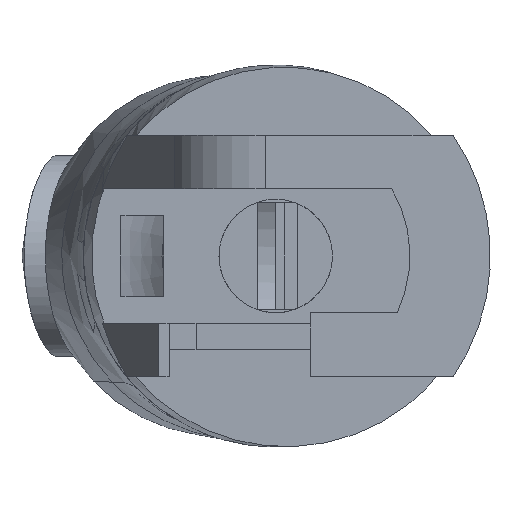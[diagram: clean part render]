
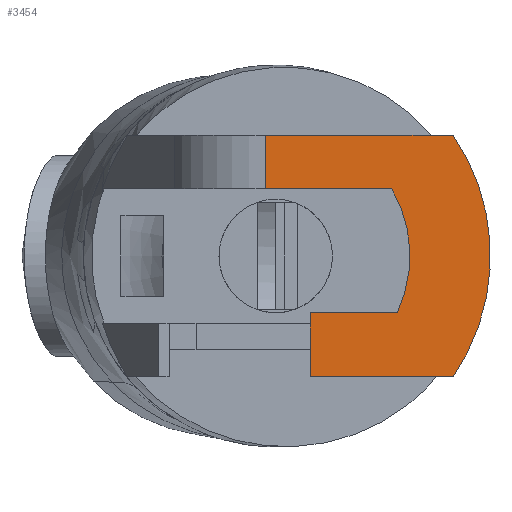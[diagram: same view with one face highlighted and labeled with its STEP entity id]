
A CAD part, left-side view. The second image highlights one B-rep face of the part: STEP entity #3454.
In plain terms, the highlighted face is planar.
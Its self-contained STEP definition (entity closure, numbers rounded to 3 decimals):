
#292=LINE('',#11736,#558);
#293=LINE('',#11738,#559);
#294=LINE('',#11740,#560);
#295=LINE('',#11748,#561);
#296=LINE('',#11750,#562);
#297=LINE('',#11751,#563);
#558=VECTOR('',#4387,1000.);
#559=VECTOR('',#4388,1000.);
#560=VECTOR('',#4389,1000.);
#561=VECTOR('',#4390,1000.);
#562=VECTOR('',#4391,1000.);
#563=VECTOR('',#4392,1000.);
#738=PLANE('',#3781);
#820=CIRCLE('',#3782,5.);
#1003=FACE_OUTER_BOUND('',#1190,.T.);
#1190=EDGE_LOOP('',(#3072,#3073,#3074,#3075,#3076,#3077,#3078,#3079,#3080));
#1380=B_SPLINE_CURVE_WITH_KNOTS('',3,(#11226,#11227,#11228,#11229,#11230,
#11231),.UNSPECIFIED.,.F.,.F.,(4,2,4),(-0.636,-0.318,
0.),.UNSPECIFIED.);
#1398=B_SPLINE_CURVE_WITH_KNOTS('',3,(#11741,#11742,#11743,#11744,#11745,
#11746),.UNSPECIFIED.,.F.,.F.,(4,2,4),(-0.323,-0.162,
0.),.UNSPECIFIED.);
#1654=VERTEX_POINT('',#11224);
#1655=VERTEX_POINT('',#11225);
#1714=VERTEX_POINT('',#11732);
#1715=VERTEX_POINT('',#11733);
#1716=VERTEX_POINT('',#11735);
#1717=VERTEX_POINT('',#11737);
#1718=VERTEX_POINT('',#11739);
#1719=VERTEX_POINT('',#11747);
#1720=VERTEX_POINT('',#11749);
#2114=EDGE_CURVE('',#1654,#1655,#1380,.T.);
#2190=EDGE_CURVE('',#1714,#1715,#820,.T.);
#2191=EDGE_CURVE('',#1714,#1716,#292,.T.);
#2192=EDGE_CURVE('',#1716,#1717,#293,.T.);
#2193=EDGE_CURVE('',#1718,#1717,#294,.T.);
#2194=EDGE_CURVE('',#1718,#1654,#1398,.T.);
#2195=EDGE_CURVE('',#1655,#1719,#295,.T.);
#2196=EDGE_CURVE('',#1719,#1720,#296,.T.);
#2197=EDGE_CURVE('',#1715,#1720,#297,.T.);
#3072=ORIENTED_EDGE('',*,*,#2190,.F.);
#3073=ORIENTED_EDGE('',*,*,#2191,.T.);
#3074=ORIENTED_EDGE('',*,*,#2192,.T.);
#3075=ORIENTED_EDGE('',*,*,#2193,.F.);
#3076=ORIENTED_EDGE('',*,*,#2194,.T.);
#3077=ORIENTED_EDGE('',*,*,#2114,.T.);
#3078=ORIENTED_EDGE('',*,*,#2195,.T.);
#3079=ORIENTED_EDGE('',*,*,#2196,.T.);
#3080=ORIENTED_EDGE('',*,*,#2197,.F.);
#3454=ADVANCED_FACE('',(#1003),#738,.T.);
#3781=AXIS2_PLACEMENT_3D('',#11731,#4383,#4384);
#3782=AXIS2_PLACEMENT_3D('',#11734,#4385,#4386);
#4383=DIRECTION('center_axis',(0.,1.,0.));
#4384=DIRECTION('ref_axis',(0.,0.,1.));
#4385=DIRECTION('center_axis',(0.,1.,0.));
#4386=DIRECTION('ref_axis',(0.,0.,1.));
#4387=DIRECTION('',(0.,0.,1.));
#4388=DIRECTION('',(1.,0.,0.));
#4389=DIRECTION('',(0.,0.,1.));
#4390=DIRECTION('',(0.,0.,1.));
#4391=DIRECTION('',(1.,0.,0.));
#4392=DIRECTION('',(0.,0.,1.));
#11224=CARTESIAN_POINT('',(1.543,17.06,-7.85));
#11225=CARTESIAN_POINT('',(-4.5,17.06,-6.612));
#11226=CARTESIAN_POINT('Ctrl Pts',(1.543,17.06,-7.85));
#11227=CARTESIAN_POINT('Ctrl Pts',(0.501,17.06,-8.055));
#11228=CARTESIAN_POINT('Ctrl Pts',(-0.563,17.06,-8.052));
#11229=CARTESIAN_POINT('Ctrl Pts',(-2.64,17.06,-7.626));
#11230=CARTESIAN_POINT('Ctrl Pts',(-3.625,17.06,-7.208));
#11231=CARTESIAN_POINT('Ctrl Pts',(-4.5,17.06,-6.612));
#11731=CARTESIAN_POINT('Origin',(0.,17.06,0.));
#11732=CARTESIAN_POINT('',(2.116,17.06,-4.53));
#11733=CARTESIAN_POINT('',(-2.5,17.06,-4.33));
#11734=CARTESIAN_POINT('Origin',(0.,17.06,0.));
#11735=CARTESIAN_POINT('',(2.116,17.06,-1.28));
#11736=CARTESIAN_POINT('',(2.116,17.06,-1.28));
#11737=CARTESIAN_POINT('',(4.5,17.06,-1.28));
#11738=CARTESIAN_POINT('',(2.116,17.06,-1.28));
#11739=CARTESIAN_POINT('',(4.5,17.06,-6.616));
#11740=CARTESIAN_POINT('',(4.5,17.06,-8.705));
#11741=CARTESIAN_POINT('Ctrl Pts',(4.5,17.06,-6.616));
#11742=CARTESIAN_POINT('Ctrl Pts',(4.055,17.06,-6.919));
#11743=CARTESIAN_POINT('Ctrl Pts',(3.581,17.06,-7.176));
#11744=CARTESIAN_POINT('Ctrl Pts',(2.587,17.06,-7.59));
#11745=CARTESIAN_POINT('Ctrl Pts',(2.072,17.06,-7.746));
#11746=CARTESIAN_POINT('Ctrl Pts',(1.543,17.06,-7.85));
#11747=CARTESIAN_POINT('',(-4.5,17.06,0.384));
#11748=CARTESIAN_POINT('',(-4.5,17.06,-8.705));
#11749=CARTESIAN_POINT('',(-2.5,17.06,0.384));
#11750=CARTESIAN_POINT('',(-8.54,17.06,0.384));
#11751=CARTESIAN_POINT('',(-2.5,17.06,-4.33));
